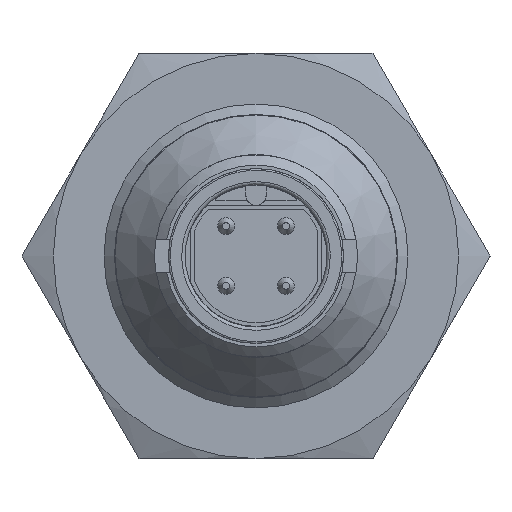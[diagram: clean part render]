
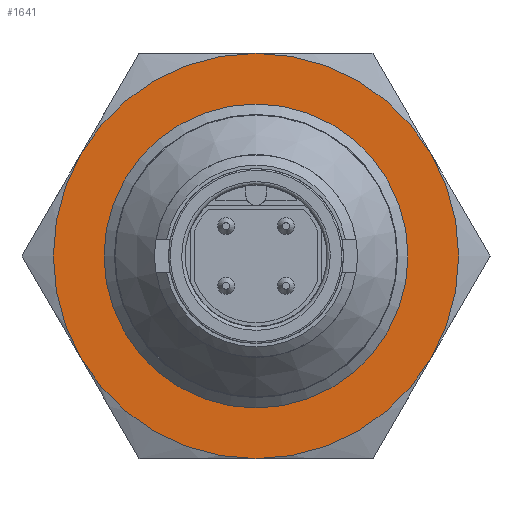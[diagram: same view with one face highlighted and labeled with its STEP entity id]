
A CAD part, left-side view. The second image highlights one B-rep face of the part: STEP entity #1641.
In plain terms, the highlighted face is planar.
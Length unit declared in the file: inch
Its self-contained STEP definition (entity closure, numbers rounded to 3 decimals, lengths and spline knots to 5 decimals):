
#157 = ORIENTED_EDGE ( 'NONE', *, *, #8254, .F. ) ;
#226 = AXIS2_PLACEMENT_3D ( 'NONE', #5048, #4476, #3818 ) ;
#372 = DIRECTION ( 'NONE',  ( 0., 0., 1. ) ) ;
#634 = EDGE_LOOP ( 'NONE', ( #4001, #7683, #2939, #4138, #157, #2222 ) ) ;
#977 = AXIS2_PLACEMENT_3D ( 'NONE', #7597, #3595, #6853 ) ;
#983 = CARTESIAN_POINT ( 'NONE',  ( 0., 1.86614, 0. ) ) ;
#1022 = CARTESIAN_POINT ( 'NONE',  ( 0., 1.86614, 0. ) ) ;
#1153 = CIRCLE ( 'NONE', #1461, 0.47244 ) ;
#1461 = AXIS2_PLACEMENT_3D ( 'NONE', #6388, #8633, #372 ) ;
#1546 = VERTEX_POINT ( 'NONE', #6555 ) ;
#1641 = ADVANCED_FACE ( 'NONE', ( #5364, #2685 ), #8809, .F. ) ;
#2172 = AXIS2_PLACEMENT_3D ( 'NONE', #5274, #2181, #7525 ) ;
#2181 = DIRECTION ( 'NONE',  ( 0., 1., 0. ) ) ;
#2207 = CARTESIAN_POINT ( 'NONE',  ( 0., 1.86614, -0.35433 ) ) ;
#2220 = EDGE_CURVE ( 'NONE', #1546, #8065, #7152, .T. ) ;
#2222 = ORIENTED_EDGE ( 'NONE', *, *, #4179, .F. ) ;
#2379 = VERTEX_POINT ( 'NONE', #3643 ) ;
#2521 = AXIS2_PLACEMENT_3D ( 'NONE', #1022, #3197, #5142 ) ;
#2604 = EDGE_CURVE ( 'NONE', #2379, #3550, #1153, .T. ) ;
#2685 = FACE_BOUND ( 'NONE', #8247, .T. ) ;
#2939 = ORIENTED_EDGE ( 'NONE', *, *, #6122, .F. ) ;
#3197 = DIRECTION ( 'NONE',  ( 0., 1., 0. ) ) ;
#3204 = ORIENTED_EDGE ( 'NONE', *, *, #7196, .F. ) ;
#3284 = CARTESIAN_POINT ( 'NONE',  ( 0.40915, 1.86614, -0.23622 ) ) ;
#3550 = VERTEX_POINT ( 'NONE', #3589 ) ;
#3589 = CARTESIAN_POINT ( 'NONE',  ( -0.40915, 1.86614, 0.23622 ) ) ;
#3595 = DIRECTION ( 'NONE',  ( 0., 1., 0. ) ) ;
#3643 = CARTESIAN_POINT ( 'NONE',  ( -0.40915, 1.86614, -0.23622 ) ) ;
#3818 = DIRECTION ( 'NONE',  ( 0., 0., 1. ) ) ;
#4001 = ORIENTED_EDGE ( 'NONE', *, *, #6785, .F. ) ;
#4079 = CARTESIAN_POINT ( 'NONE',  ( 0., 1.86614, 0. ) ) ;
#4097 = CIRCLE ( 'NONE', #226, 0.47244 ) ;
#4138 = ORIENTED_EDGE ( 'NONE', *, *, #2604, .F. ) ;
#4179 = EDGE_CURVE ( 'NONE', #7234, #6367, #6019, .T. ) ;
#4289 = AXIS2_PLACEMENT_3D ( 'NONE', #983, #5762, #8503 ) ;
#4476 = DIRECTION ( 'NONE',  ( 0., 1., 0. ) ) ;
#4820 = VERTEX_POINT ( 'NONE', #2207 ) ;
#4835 = CIRCLE ( 'NONE', #977, 0.47244 ) ;
#5048 = CARTESIAN_POINT ( 'NONE',  ( 0., 1.86614, 0. ) ) ;
#5142 = DIRECTION ( 'NONE',  ( 0., 0., 1. ) ) ;
#5274 = CARTESIAN_POINT ( 'NONE',  ( 0.47244, 1.86614, 0. ) ) ;
#5347 = DIRECTION ( 'NONE',  ( 0., 0., 1. ) ) ;
#5364 = FACE_OUTER_BOUND ( 'NONE', #634, .T. ) ;
#5511 = CARTESIAN_POINT ( 'NONE',  ( 0., 1.86614, -0.47244 ) ) ;
#5620 = DIRECTION ( 'NONE',  ( 0., 1., 0. ) ) ;
#5762 = DIRECTION ( 'NONE',  ( 0., -1., 0. ) ) ;
#6019 = CIRCLE ( 'NONE', #2521, 0.47244 ) ;
#6122 = EDGE_CURVE ( 'NONE', #3550, #1546, #4097, .T. ) ;
#6176 = DIRECTION ( 'NONE',  ( 0., 1., 0. ) ) ;
#6279 = CARTESIAN_POINT ( 'NONE',  ( 0.40915, 1.86614, 0.23622 ) ) ;
#6367 = VERTEX_POINT ( 'NONE', #5511 ) ;
#6388 = CARTESIAN_POINT ( 'NONE',  ( 0., 1.86614, 0. ) ) ;
#6555 = CARTESIAN_POINT ( 'NONE',  ( 0., 1.86614, 0.47244 ) ) ;
#6785 = EDGE_CURVE ( 'NONE', #8065, #7234, #4835, .T. ) ;
#6807 = CARTESIAN_POINT ( 'NONE',  ( 0., 1.86614, 0. ) ) ;
#6853 = DIRECTION ( 'NONE',  ( 0., 0., 1. ) ) ;
#6881 = CIRCLE ( 'NONE', #8739, 0.47244 ) ;
#6971 = CIRCLE ( 'NONE', #4289, 0.35433 ) ;
#7152 = CIRCLE ( 'NONE', #7725, 0.47244 ) ;
#7196 = EDGE_CURVE ( 'NONE', #4820, #4820, #6971, .T. ) ;
#7234 = VERTEX_POINT ( 'NONE', #3284 ) ;
#7506 = DIRECTION ( 'NONE',  ( 0., 0., 1. ) ) ;
#7525 = DIRECTION ( 'NONE',  ( 0., 0., 1. ) ) ;
#7597 = CARTESIAN_POINT ( 'NONE',  ( 0., 1.86614, 0. ) ) ;
#7683 = ORIENTED_EDGE ( 'NONE', *, *, #2220, .F. ) ;
#7725 = AXIS2_PLACEMENT_3D ( 'NONE', #4079, #6176, #5347 ) ;
#8065 = VERTEX_POINT ( 'NONE', #6279 ) ;
#8247 = EDGE_LOOP ( 'NONE', ( #3204 ) ) ;
#8254 = EDGE_CURVE ( 'NONE', #6367, #2379, #6881, .T. ) ;
#8503 = DIRECTION ( 'NONE',  ( 0., 0., -1. ) ) ;
#8633 = DIRECTION ( 'NONE',  ( 0., 1., 0. ) ) ;
#8739 = AXIS2_PLACEMENT_3D ( 'NONE', #6807, #5620, #7506 ) ;
#8809 = PLANE ( 'NONE',  #2172 ) ;
